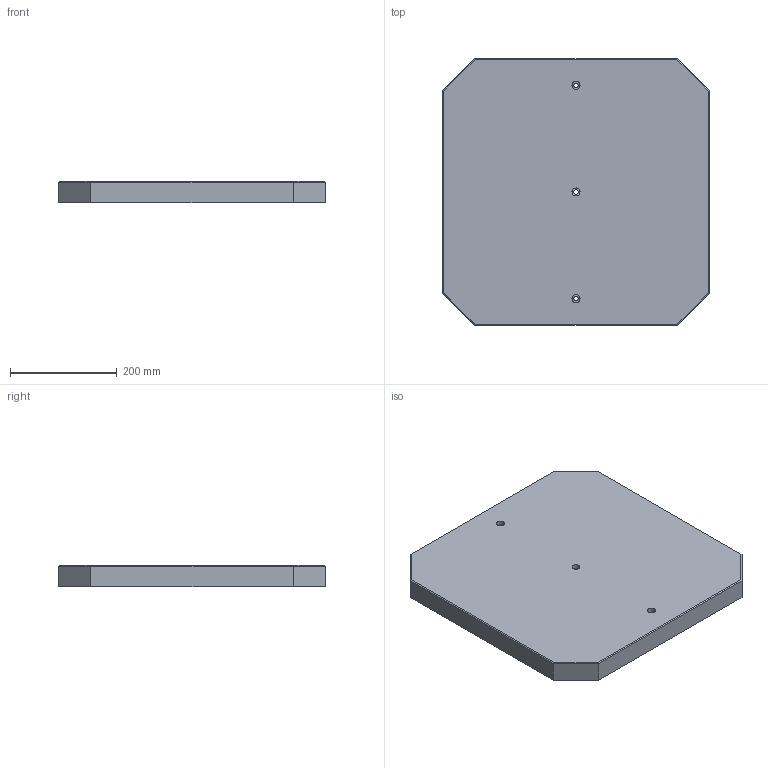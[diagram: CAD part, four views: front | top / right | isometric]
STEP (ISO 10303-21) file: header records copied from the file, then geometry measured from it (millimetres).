
FILE_DESCRIPTION(('STEP AP214'),'1');
FILE_NAME(' ',' ',('TraceParts'),('TraceParts S.A.'),'XStep 1.0',' ',' ');
FILE_SCHEMA(('automotive_design'));
Length unit declared in the file: millimetre
Products named in the file (1): 1
Bounding box: 500 x 500 x 40.2 mm (x, y, z)
Volume: 9729985.3 mm3; surface area: 564515.4 mm2
Topology: 1 solids, 1 shells, 285 faces, 580 edges, 306 vertices
Faces by surface type: torus 96, cone 96, cylinder 66, plane 27
Entity records: 14102 total; most frequent: DIRECTION 1530, STYLED_ITEM 1172, PRESENTATION_STYLE_ASSIGNMENT 1172, CARTESIAN_POINT 1172, COLOUR_RGB 1172, ORIENTED_EDGE 1160, AXIS2_PLACEMENT_3D 664, EDGE_CURVE 580
